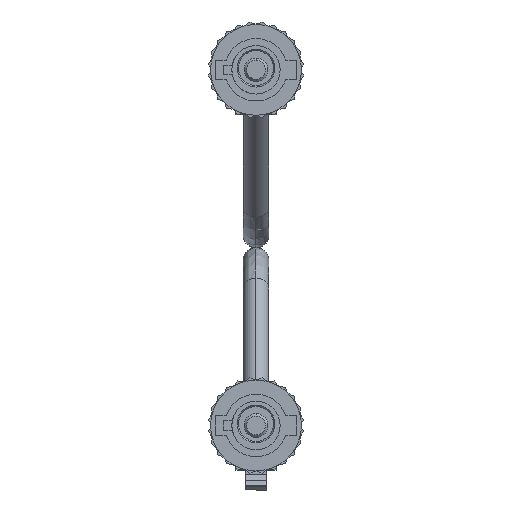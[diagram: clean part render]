
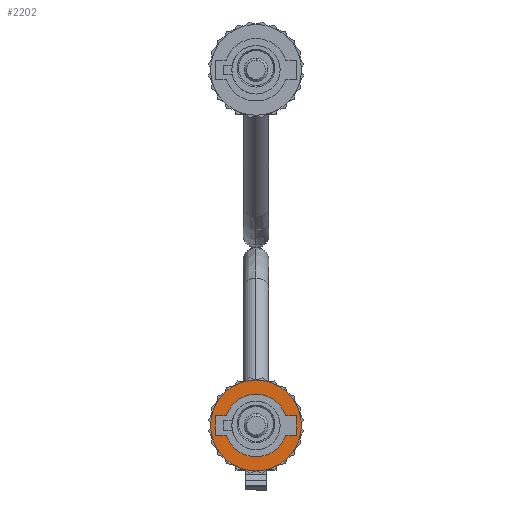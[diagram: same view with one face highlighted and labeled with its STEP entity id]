
A CAD part, front view. The second image highlights one B-rep face of the part: STEP entity #2202.
In plain terms, the highlighted face is planar.
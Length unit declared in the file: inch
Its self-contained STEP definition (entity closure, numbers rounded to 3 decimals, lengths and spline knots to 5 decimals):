
#1967 = VERTEX_POINT ( 'NONE', #7864 ) ;
#1968 = ORIENTED_EDGE ( 'NONE', *, *, #1969, .F. ) ;
#1969 = EDGE_CURVE ( 'NONE', #1970, #1967, #7863, .T. ) ;
#1970 = VERTEX_POINT ( 'NONE', #7859 ) ;
#1971 = ORIENTED_EDGE ( 'NONE', *, *, #1972, .F. ) ;
#1972 = EDGE_CURVE ( 'NONE', #1973, #1970, #7910, .T. ) ;
#1973 = VERTEX_POINT ( 'NONE', #7884 ) ;
#1974 = ORIENTED_EDGE ( 'NONE', *, *, #1975, .F. ) ;
#1975 = EDGE_CURVE ( 'NONE', #1976, #1973, #8017, .T. ) ;
#1976 = VERTEX_POINT ( 'NONE', #7954 ) ;
#1977 = ORIENTED_EDGE ( 'NONE', *, *, #1978, .F. ) ;
#1978 = EDGE_CURVE ( 'NONE', #1979, #1976, #7898, .T. ) ;
#1979 = VERTEX_POINT ( 'NONE', #7912 ) ;
#1980 = ORIENTED_EDGE ( 'NONE', *, *, #1981, .F. ) ;
#1981 = EDGE_CURVE ( 'NONE', #2170, #1979, #7944, .T. ) ;
#1982 = EDGE_LOOP ( 'NONE', ( #1983, #1984 ) ) ;
#1983 = ORIENTED_EDGE ( 'NONE', *, *, #2184, .T. ) ;
#1984 = ORIENTED_EDGE ( 'NONE', *, *, #2793, .T. ) ;
#2149 = ORIENTED_EDGE ( 'NONE', *, *, #2839, .F. ) ;
#2154 = EDGE_CURVE ( 'NONE', #1967, #2837, #8113, .T. ) ;
#2169 = VERTEX_POINT ( 'NONE', #8023 ) ;
#2170 = VERTEX_POINT ( 'NONE', #8022 ) ;
#2184 = EDGE_CURVE ( 'NONE', #2795, #2794, #8200, .T. ) ;
#2186 = EDGE_CURVE ( 'NONE', #2840, #2169, #8207, .T. ) ;
#2187 = ORIENTED_EDGE ( 'NONE', *, *, #2154, .F. ) ;
#2202 = ADVANCED_FACE ( 'NONE', ( #8233, #8232 ), #8301, .T. ) ;
#2203 = EDGE_LOOP ( 'NONE', ( #2236, #2245, #2149, #2187, #1968, #1971, #1974, #1977, #1980 ) ) ;
#2236 = ORIENTED_EDGE ( 'NONE', *, *, #2237, .F. ) ;
#2237 = EDGE_CURVE ( 'NONE', #2169, #2170, #8320, .T. ) ;
#2245 = ORIENTED_EDGE ( 'NONE', *, *, #2186, .F. ) ;
#2793 = EDGE_CURVE ( 'NONE', #2794, #2795, #9127, .T. ) ;
#2794 = VERTEX_POINT ( 'NONE', #9122 ) ;
#2795 = VERTEX_POINT ( 'NONE', #9121 ) ;
#2837 = VERTEX_POINT ( 'NONE', #9277 ) ;
#2839 = EDGE_CURVE ( 'NONE', #2837, #2840, #9304, .T. ) ;
#2840 = VERTEX_POINT ( 'NONE', #9299 ) ;
#7859 = CARTESIAN_POINT ( 'NONE',  ( -0.1725, 0.45, 0.041 ) ) ;
#7860 = DIRECTION ( 'NONE',  ( 1., 0., 0. ) ) ;
#7861 = VECTOR ( 'NONE', #7860, 39.37008 ) ;
#7862 = CARTESIAN_POINT ( 'NONE',  ( -0.126, 0.45, 0.041 ) ) ;
#7863 = LINE ( 'NONE', #7862, #7861 ) ;
#7864 = CARTESIAN_POINT ( 'NONE',  ( -0.126, 0.45, 0.041 ) ) ;
#7884 = CARTESIAN_POINT ( 'NONE',  ( -0.1725, 0.45, -0.041 ) ) ;
#7897 = AXIS2_PLACEMENT_3D ( 'NONE', #7911, #7953, #7899 ) ;
#7898 = CIRCLE ( 'NONE', #7897, 0.1325 ) ;
#7899 = DIRECTION ( 'NONE',  ( 0., 0., 1. ) ) ;
#7910 = LINE ( 'NONE', #7946, #7945 ) ;
#7911 = CARTESIAN_POINT ( 'NONE',  ( 0., 0.45, 0. ) ) ;
#7912 = CARTESIAN_POINT ( 'NONE',  ( 0.126, 0.45, -0.041 ) ) ;
#7915 = VECTOR ( 'NONE', #7929, 39.37008 ) ;
#7929 = DIRECTION ( 'NONE',  ( -1., 0., 0. ) ) ;
#7930 = CARTESIAN_POINT ( 'NONE',  ( -0.126, 0.45, -0.041 ) ) ;
#7941 = DIRECTION ( 'NONE',  ( -1., 0., 0. ) ) ;
#7942 = VECTOR ( 'NONE', #7941, 39.37008 ) ;
#7943 = CARTESIAN_POINT ( 'NONE',  ( 0.1725, 0.45, -0.041 ) ) ;
#7944 = LINE ( 'NONE', #7943, #7942 ) ;
#7945 = VECTOR ( 'NONE', #8018, 39.37008 ) ;
#7946 = CARTESIAN_POINT ( 'NONE',  ( -0.1725, 0.45, -0.041 ) ) ;
#7953 = DIRECTION ( 'NONE',  ( 0., 1., 0. ) ) ;
#7954 = CARTESIAN_POINT ( 'NONE',  ( -0.126, 0.45, -0.041 ) ) ;
#8017 = LINE ( 'NONE', #7930, #7915 ) ;
#8018 = DIRECTION ( 'NONE',  ( 0., 0., 1. ) ) ;
#8022 = CARTESIAN_POINT ( 'NONE',  ( 0.1725, 0.45, -0.041 ) ) ;
#8023 = CARTESIAN_POINT ( 'NONE',  ( 0.1725, 0.45, 0.041 ) ) ;
#8109 = DIRECTION ( 'NONE',  ( 0., 0., 1. ) ) ;
#8110 = DIRECTION ( 'NONE',  ( 0., 1., 0. ) ) ;
#8111 = CARTESIAN_POINT ( 'NONE',  ( 0., 0.45, 0. ) ) ;
#8112 = AXIS2_PLACEMENT_3D ( 'NONE', #8111, #8110, #8109 ) ;
#8113 = CIRCLE ( 'NONE', #8112, 0.1325 ) ;
#8197 = DIRECTION ( 'NONE',  ( 0., 0., 1. ) ) ;
#8198 = DIRECTION ( 'NONE',  ( 0., 1., 0. ) ) ;
#8199 = AXIS2_PLACEMENT_3D ( 'NONE', #8310, #8198, #8197 ) ;
#8200 = CIRCLE ( 'NONE', #8199, 0.1925 ) ;
#8207 = LINE ( 'NONE', #8311, #8296 ) ;
#8232 = FACE_OUTER_BOUND ( 'NONE', #1982, .T. ) ;
#8233 = FACE_BOUND ( 'NONE', #2203, .T. ) ;
#8295 = DIRECTION ( 'NONE',  ( 1., 0., 0. ) ) ;
#8296 = VECTOR ( 'NONE', #8295, 39.37008 ) ;
#8297 = DIRECTION ( 'NONE',  ( 0., 0., 1. ) ) ;
#8298 = DIRECTION ( 'NONE',  ( 0., 1., 0. ) ) ;
#8299 = CARTESIAN_POINT ( 'NONE',  ( 0., 0.45, 0. ) ) ;
#8300 = AXIS2_PLACEMENT_3D ( 'NONE', #8299, #8298, #8297 ) ;
#8301 = PLANE ( 'NONE',  #8300 ) ;
#8310 = CARTESIAN_POINT ( 'NONE',  ( 0., 0.45, 0. ) ) ;
#8311 = CARTESIAN_POINT ( 'NONE',  ( 0.1725, 0.45, 0.041 ) ) ;
#8317 = DIRECTION ( 'NONE',  ( 0., 0., -1. ) ) ;
#8318 = VECTOR ( 'NONE', #8317, 39.37008 ) ;
#8319 = CARTESIAN_POINT ( 'NONE',  ( 0.1725, 0.45, -0.041 ) ) ;
#8320 = LINE ( 'NONE', #8319, #8318 ) ;
#9121 = CARTESIAN_POINT ( 'NONE',  ( 0., 0.45, -0.1925 ) ) ;
#9122 = CARTESIAN_POINT ( 'NONE',  ( 0., 0.45, 0.1925 ) ) ;
#9123 = DIRECTION ( 'NONE',  ( 0., 0., 1. ) ) ;
#9124 = DIRECTION ( 'NONE',  ( 0., 1., 0. ) ) ;
#9125 = CARTESIAN_POINT ( 'NONE',  ( 0., 0.45, 0. ) ) ;
#9126 = AXIS2_PLACEMENT_3D ( 'NONE', #9125, #9124, #9123 ) ;
#9127 = CIRCLE ( 'NONE', #9126, 0.1925 ) ;
#9277 = CARTESIAN_POINT ( 'NONE',  ( 0., 0.45, 0.1325 ) ) ;
#9299 = CARTESIAN_POINT ( 'NONE',  ( 0.126, 0.45, 0.041 ) ) ;
#9300 = DIRECTION ( 'NONE',  ( 0., 0., 1. ) ) ;
#9301 = DIRECTION ( 'NONE',  ( 0., 1., 0. ) ) ;
#9302 = CARTESIAN_POINT ( 'NONE',  ( 0., 0.45, 0. ) ) ;
#9303 = AXIS2_PLACEMENT_3D ( 'NONE', #9302, #9301, #9300 ) ;
#9304 = CIRCLE ( 'NONE', #9303, 0.1325 ) ;
